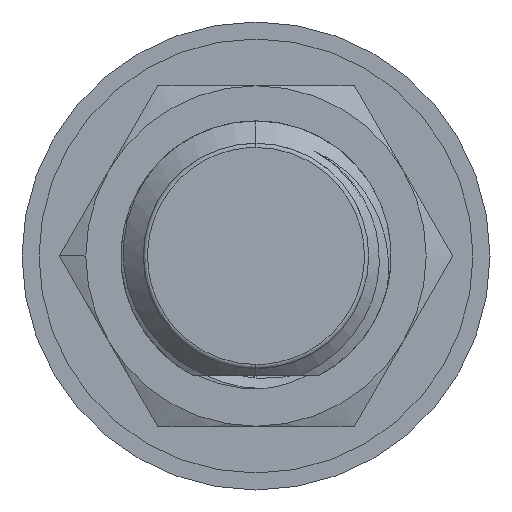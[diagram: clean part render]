
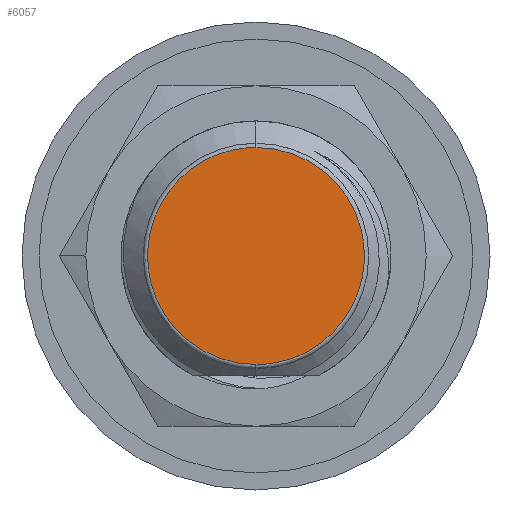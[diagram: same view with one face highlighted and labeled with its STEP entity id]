
A CAD part, left-side view. The second image highlights one B-rep face of the part: STEP entity #6057.
In plain terms, the highlighted planar face has unit normal (-1, 0, 0).
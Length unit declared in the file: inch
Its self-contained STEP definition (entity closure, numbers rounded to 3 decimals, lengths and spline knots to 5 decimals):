
#342 = CARTESIAN_POINT ( 'NONE',  ( 0., -0.20079, -0.10039 ) ) ;
#1510 = EDGE_LOOP ( 'NONE', ( #2119, #14268 ) ) ;
#2119 = ORIENTED_EDGE ( 'NONE', *, *, #6492, .F. ) ;
#3389 = CARTESIAN_POINT ( 'NONE',  ( 0., 0., 0.10039 ) ) ;
#4001 = CARTESIAN_POINT ( 'NONE',  ( 0., 0.20079, 0.10039 ) ) ;
#5750 = VERTEX_POINT ( 'NONE', #20011 ) ;
#6057 = ADVANCED_FACE ( 'N', ( #18952 ), #18853, .F. ) ;
#6492 = EDGE_CURVE ( 'NONE', #5750, #19840, #6670, .T. ) ;
#6670 =( BOUNDED_CURVE ( )  B_SPLINE_CURVE ( 3, ( #11938, #18339, #4001, #11242 ),
 .UNSPECIFIED., .F., .F. ) 
 B_SPLINE_CURVE_WITH_KNOTS ( ( 4, 4 ),
 ( 0., 1. ),
 .UNSPECIFIED. ) 
 CURVE ( )  GEOMETRIC_REPRESENTATION_ITEM ( )  RATIONAL_B_SPLINE_CURVE ( ( 1., 0.333, 0.333, 1. ) ) 
 REPRESENTATION_ITEM ( '' )  );
#8399 = CARTESIAN_POINT ( 'NONE',  ( 0., 0., -0.10039 ) ) ;
#8493 = EDGE_CURVE ( 'NONE', #19840, #5750, #10165, .T. ) ;
#8996 = CARTESIAN_POINT ( 'NONE',  ( 0., 0., 0.10039 ) ) ;
#10165 =( BOUNDED_CURVE ( )  B_SPLINE_CURVE ( 3, ( #3389, #17929, #342, #8399 ),
 .UNSPECIFIED., .F., .F. ) 
 B_SPLINE_CURVE_WITH_KNOTS ( ( 4, 4 ),
 ( 0., 1. ),
 .UNSPECIFIED. ) 
 CURVE ( )  GEOMETRIC_REPRESENTATION_ITEM ( )  RATIONAL_B_SPLINE_CURVE ( ( 1., 0.333, 0.333, 1. ) ) 
 REPRESENTATION_ITEM ( '' )  );
#11242 = CARTESIAN_POINT ( 'NONE',  ( 0., 0., 0.10039 ) ) ;
#11938 = CARTESIAN_POINT ( 'NONE',  ( 0., 0., -0.10039 ) ) ;
#12238 = DIRECTION ( 'NONE',  ( 1., 0., 0. ) ) ;
#12384 = AXIS2_PLACEMENT_3D ( 'NONE', #20218, #12238, #15288 ) ;
#14268 = ORIENTED_EDGE ( 'NONE', *, *, #8493, .F. ) ;
#15288 = DIRECTION ( 'NONE',  ( 0., 0., -1. ) ) ;
#17929 = CARTESIAN_POINT ( 'NONE',  ( 0., -0.20079, 0.10039 ) ) ;
#18339 = CARTESIAN_POINT ( 'NONE',  ( 0., 0.20079, -0.10039 ) ) ;
#18853 = PLANE ( 'NONE',  #12384 ) ;
#18952 = FACE_OUTER_BOUND ( 'NONE', #1510, .T. ) ;
#19840 = VERTEX_POINT ( 'NONE', #8996 ) ;
#20011 = CARTESIAN_POINT ( 'NONE',  ( 0., 0., -0.10039 ) ) ;
#20218 = CARTESIAN_POINT ( 'NONE',  ( 0., 0., 0. ) ) ;
